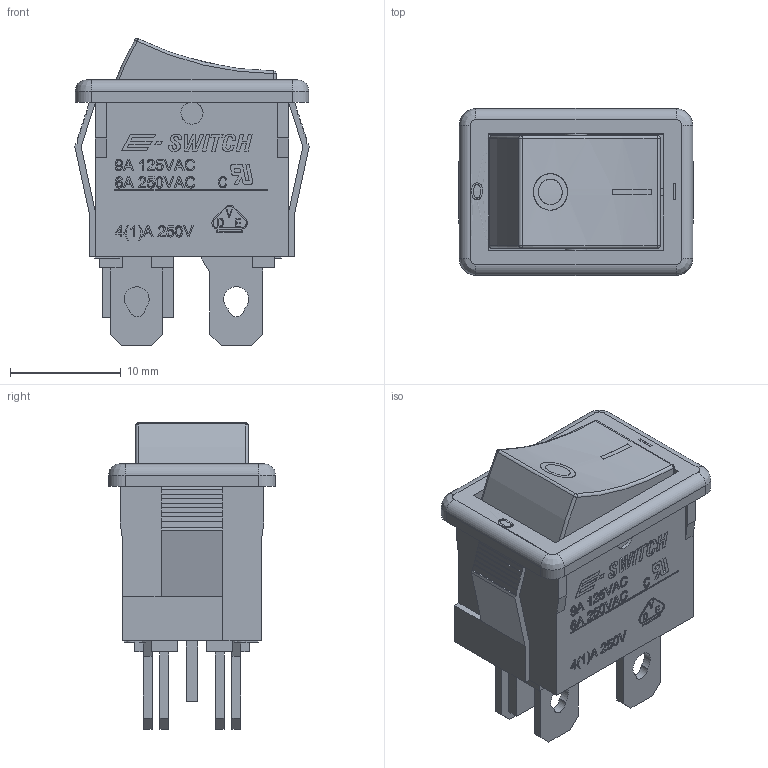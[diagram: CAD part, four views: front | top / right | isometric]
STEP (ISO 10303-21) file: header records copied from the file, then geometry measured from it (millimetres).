
FILE_DESCRIPTION((' '),'2;1');
FILE_NAME('R1973BxxxxxxFF0.stp','2017-07-26T15:11:07',(' '),(' '),' ','ACIS',' ');
FILE_SCHEMA(('CONFIG_CONTROL_DESIGN'));
Length unit declared in the file: inch
Products named in the file (1): R1973BxxxxxxFF0.stp
Bounding box: 21.2 x 15.1 x 27.74 mm (x, y, z)
Volume: 2134.4 mm3; surface area: 4763.7 mm2
Topology: 1 solids, 1 shells, 921 faces, 2531 edges, 1657 vertices
Faces by surface type: plane 590, bspline 273, cylinder 48, torus 6, sphere 4
Full cylindrical faces by diameter (mm): 2 x4
Entity records: 32641 total; most frequent: CARTESIAN_POINT 10880, ORIENTED_EDGE 5042, DIRECTION 3402, EDGE_CURVE 2521, VECTOR 1868, LINE 1868, VERTEX_POINT 1653, EDGE_LOOP 1018
